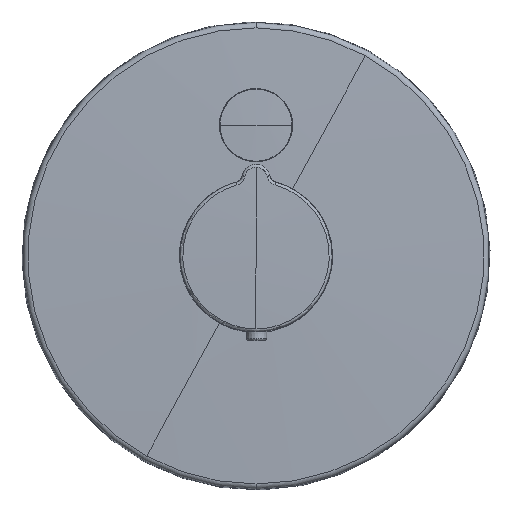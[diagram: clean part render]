
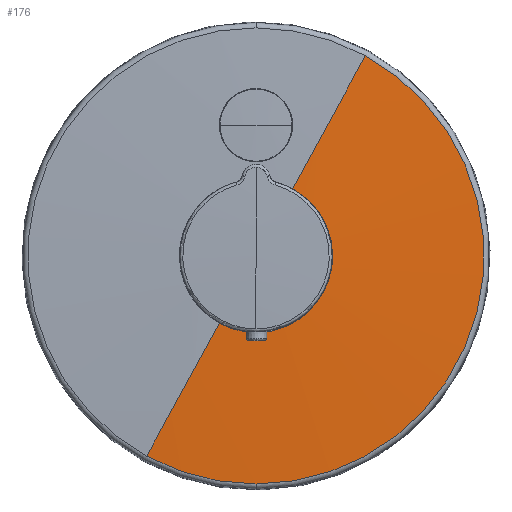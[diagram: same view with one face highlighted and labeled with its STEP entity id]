
A CAD part, top view. The second image highlights one B-rep face of the part: STEP entity #176.
In plain terms, the highlighted spherical face has radius 1892 mm.
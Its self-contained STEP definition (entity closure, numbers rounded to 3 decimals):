
#42 = VERTEX_POINT ( 'NONE', #1069 ) ;
#85 = VERTEX_POINT ( 'NONE', #903 ) ;
#143 = DIRECTION ( 'NONE',  ( -0.878, 0.479, 0. ) ) ;
#173 = CIRCLE ( 'NONE', #631, 82.834 ) ;
#176 = ADVANCED_FACE ( 'NONE', ( #346 ), #1925, .T. ) ;
#270 = DIRECTION ( 'NONE',  ( 0., 1., 0. ) ) ;
#323 = ORIENTED_EDGE ( 'NONE', *, *, #1340, .F. ) ;
#346 = FACE_OUTER_BOUND ( 'NONE', #601, .T. ) ;
#361 = DIRECTION ( 'NONE',  ( -0.878, 0.479, 0. ) ) ;
#488 = AXIS2_PLACEMENT_3D ( 'NONE', #702, #361, #1083 ) ;
#598 = CARTESIAN_POINT ( 'NONE',  ( 0., 0., 12.186 ) ) ;
#601 = EDGE_LOOP ( 'NONE', ( #1572, #323, #1651, #1497, #1728 ) ) ;
#631 = AXIS2_PLACEMENT_3D ( 'NONE', #598, #1738, #1574 ) ;
#697 = AXIS2_PLACEMENT_3D ( 'NONE', #1141, #1971, #270 ) ;
#702 = CARTESIAN_POINT ( 'NONE',  ( 0., 0., -1878. ) ) ;
#885 = EDGE_CURVE ( 'NONE', #1855, #85, #173, .T. ) ;
#898 = CARTESIAN_POINT ( 'NONE',  ( 0., 0., -1878. ) ) ;
#903 = CARTESIAN_POINT ( 'NONE',  ( -39.713, -72.693, 12.186 ) ) ;
#1047 = EDGE_CURVE ( 'NONE', #1243, #42, #1603, .T. ) ;
#1069 = CARTESIAN_POINT ( 'NONE',  ( 39.713, 72.693, 12.186 ) ) ;
#1078 = EDGE_CURVE ( 'NONE', #1797, #85, #2126, .T. ) ;
#1083 = DIRECTION ( 'NONE',  ( -0.479, -0.878, 0. ) ) ;
#1084 = DIRECTION ( 'NONE',  ( 0., 1., 0. ) ) ;
#1141 = CARTESIAN_POINT ( 'NONE',  ( 0., 0., 12.186 ) ) ;
#1243 = VERTEX_POINT ( 'NONE', #1948 ) ;
#1340 = EDGE_CURVE ( 'NONE', #1797, #1243, #1862, .T. ) ;
#1387 = DIRECTION ( 'NONE',  ( 0., 0., 1. ) ) ;
#1448 = AXIS2_PLACEMENT_3D ( 'NONE', #898, #1552, #1656 ) ;
#1497 = ORIENTED_EDGE ( 'NONE', *, *, #885, .F. ) ;
#1530 = CIRCLE ( 'NONE', #697, 82.834 ) ;
#1541 = CARTESIAN_POINT ( 'NONE',  ( 0., 0., 13.795 ) ) ;
#1552 = DIRECTION ( 'NONE',  ( 0.878, -0.479, 0. ) ) ;
#1571 = AXIS2_PLACEMENT_3D ( 'NONE', #1541, #1387, #1084 ) ;
#1572 = ORIENTED_EDGE ( 'NONE', *, *, #1047, .F. ) ;
#1574 = DIRECTION ( 'NONE',  ( 0., 1., 0. ) ) ;
#1603 = CIRCLE ( 'NONE', #1672, 1892. ) ;
#1651 = ORIENTED_EDGE ( 'NONE', *, *, #1078, .T. ) ;
#1656 = DIRECTION ( 'NONE',  ( 0.479, 0.878, 0. ) ) ;
#1672 = AXIS2_PLACEMENT_3D ( 'NONE', #2061, #143, #2044 ) ;
#1728 = ORIENTED_EDGE ( 'NONE', *, *, #2133, .F. ) ;
#1738 = DIRECTION ( 'NONE',  ( 0., 0., -1. ) ) ;
#1788 = CARTESIAN_POINT ( 'NONE',  ( 0., -82.834, 12.186 ) ) ;
#1797 = VERTEX_POINT ( 'NONE', #2090 ) ;
#1855 = VERTEX_POINT ( 'NONE', #1788 ) ;
#1862 = CIRCLE ( 'NONE', #1571, 27.85 ) ;
#1925 = SPHERICAL_SURFACE ( 'NONE', #488, 1892. ) ;
#1948 = CARTESIAN_POINT ( 'NONE',  ( 13.352, 24.441, 13.795 ) ) ;
#1971 = DIRECTION ( 'NONE',  ( 0., 0., -1. ) ) ;
#2044 = DIRECTION ( 'NONE',  ( -0.479, -0.878, 0. ) ) ;
#2061 = CARTESIAN_POINT ( 'NONE',  ( 0., 0., -1878. ) ) ;
#2090 = CARTESIAN_POINT ( 'NONE',  ( -13.352, -24.441, 13.795 ) ) ;
#2126 = CIRCLE ( 'NONE', #1448, 1892. ) ;
#2133 = EDGE_CURVE ( 'NONE', #42, #1855, #1530, .T. ) ;
